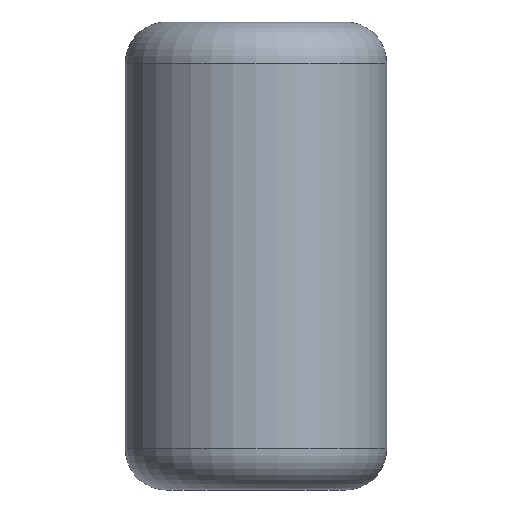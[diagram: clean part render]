
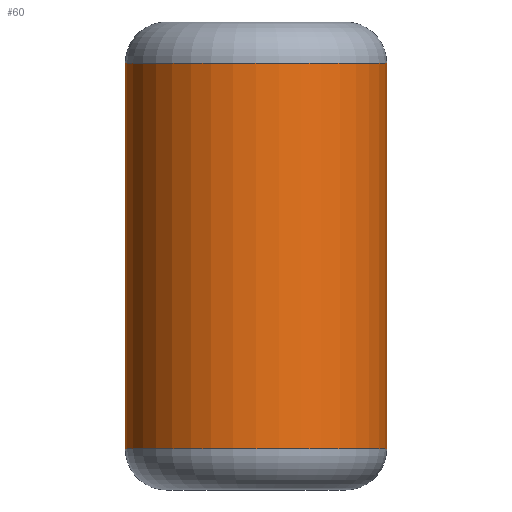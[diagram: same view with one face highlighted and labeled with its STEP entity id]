
A CAD part, front view. The second image highlights one B-rep face of the part: STEP entity #60.
In plain terms, the highlighted cylindrical face has radius 9.5 mm (diameter 19 mm), a partial arc.
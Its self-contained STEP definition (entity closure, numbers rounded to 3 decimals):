
#1 = EDGE_CURVE ( 'NONE', #130, #124, #32, .T. ) ;
#4 = ORIENTED_EDGE ( 'NONE', *, *, #229, .T. ) ;
#12 = DIRECTION ( 'NONE',  ( 0., 0., -1. ) ) ;
#14 = CARTESIAN_POINT ( 'NONE',  ( 0., 0., 3. ) ) ;
#17 = VECTOR ( 'NONE', #228, 1000. ) ;
#22 = CARTESIAN_POINT ( 'NONE',  ( 9.5, 0., 31. ) ) ;
#25 = DIRECTION ( 'NONE',  ( -1., 0., 0. ) ) ;
#32 = LINE ( 'NONE', #92, #185 ) ;
#45 = LINE ( 'NONE', #112, #17 ) ;
#46 = CARTESIAN_POINT ( 'NONE',  ( -9.5, 0., 3. ) ) ;
#55 = ORIENTED_EDGE ( 'NONE', *, *, #95, .T. ) ;
#60 = ADVANCED_FACE ( 'NONE', ( #87 ), #159, .T. ) ;
#62 = DIRECTION ( 'NONE',  ( 0., 0., 1. ) ) ;
#63 = DIRECTION ( 'NONE',  ( 0., 0., -1. ) ) ;
#71 = DIRECTION ( 'NONE',  ( 1., 0., 0. ) ) ;
#81 = ORIENTED_EDGE ( 'NONE', *, *, #1, .F. ) ;
#82 = AXIS2_PLACEMENT_3D ( 'NONE', #89, #12, #25 ) ;
#87 = FACE_OUTER_BOUND ( 'NONE', #127, .T. ) ;
#89 = CARTESIAN_POINT ( 'NONE',  ( 0., 0., 34. ) ) ;
#92 = CARTESIAN_POINT ( 'NONE',  ( 9.5, 0., 34. ) ) ;
#93 = CARTESIAN_POINT ( 'NONE',  ( 0., 0., 31. ) ) ;
#95 = EDGE_CURVE ( 'NONE', #201, #124, #172, .T. ) ;
#96 = AXIS2_PLACEMENT_3D ( 'NONE', #93, #63, #71 ) ;
#110 = DIRECTION ( 'NONE',  ( 1., 0., 0. ) ) ;
#111 = EDGE_CURVE ( 'NONE', #130, #151, #208, .T. ) ;
#112 = CARTESIAN_POINT ( 'NONE',  ( -9.5, 0., 34. ) ) ;
#124 = VERTEX_POINT ( 'NONE', #143 ) ;
#127 = EDGE_LOOP ( 'NONE', ( #81, #129, #4, #55 ) ) ;
#129 = ORIENTED_EDGE ( 'NONE', *, *, #111, .T. ) ;
#130 = VERTEX_POINT ( 'NONE', #22 ) ;
#143 = CARTESIAN_POINT ( 'NONE',  ( 9.5, 0., 3. ) ) ;
#149 = AXIS2_PLACEMENT_3D ( 'NONE', #14, #62, #110 ) ;
#151 = VERTEX_POINT ( 'NONE', #155 ) ;
#155 = CARTESIAN_POINT ( 'NONE',  ( -9.5, 0., 31. ) ) ;
#159 = CYLINDRICAL_SURFACE ( 'NONE', #82, 9.5 ) ;
#172 = CIRCLE ( 'NONE', #149, 9.5 ) ;
#185 = VECTOR ( 'NONE', #202, 1000. ) ;
#201 = VERTEX_POINT ( 'NONE', #46 ) ;
#202 = DIRECTION ( 'NONE',  ( 0., 0., -1. ) ) ;
#208 = CIRCLE ( 'NONE', #96, 9.5 ) ;
#228 = DIRECTION ( 'NONE',  ( 0., 0., -1. ) ) ;
#229 = EDGE_CURVE ( 'NONE', #151, #201, #45, .T. ) ;
